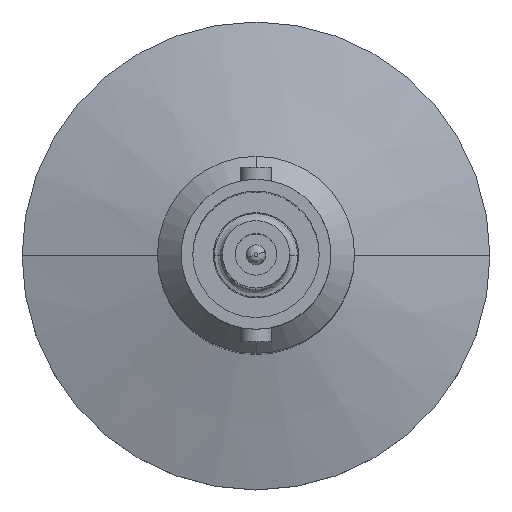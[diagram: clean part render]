
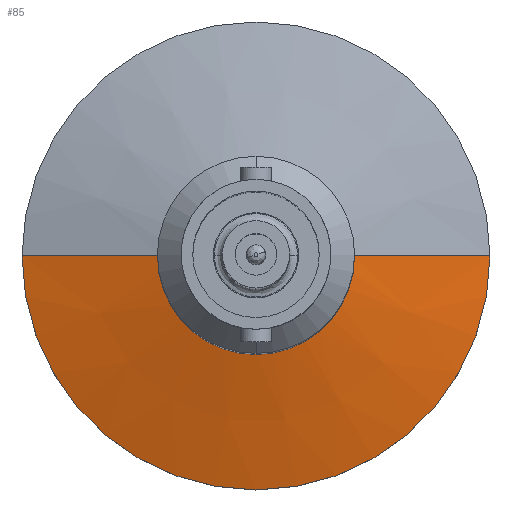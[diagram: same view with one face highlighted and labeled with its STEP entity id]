
A CAD part, top view. The second image highlights one B-rep face of the part: STEP entity #85.
In plain terms, the highlighted conical face has half-angle 75 degrees and reference radius 4.037 mm.
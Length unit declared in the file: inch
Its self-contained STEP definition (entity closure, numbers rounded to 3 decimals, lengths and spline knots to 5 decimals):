
#26 = VERTEX_POINT ( 'NONE', #663 ) ;
#27 = VERTEX_POINT ( 'NONE', #664 ) ;
#85 = ADVANCED_FACE ( 'NONE', ( #2849 ), #2859, .T. ) ;
#139 = LINE ( 'NONE', #1368, #141 ) ;
#141 = VECTOR ( 'NONE', #1369, 39.37008 ) ;
#142 = LINE ( 'NONE', #1375, #144 ) ;
#144 = VECTOR ( 'NONE', #1376, 39.37008 ) ;
#206 = EDGE_CURVE ( 'NONE', #2370, #2378, #1617, .T. ) ;
#211 = EDGE_CURVE ( 'NONE', #27, #2376, #1625, .T. ) ;
#397 = CIRCLE ( 'NONE', #1733, 0.2485 ) ;
#586 = ORIENTED_EDGE ( 'NONE', *, *, #2610, .F. ) ;
#587 = ORIENTED_EDGE ( 'NONE', *, *, #747, .T. ) ;
#588 = ORIENTED_EDGE ( 'NONE', *, *, #211, .T. ) ;
#589 = ORIENTED_EDGE ( 'NONE', *, *, #2612, .T. ) ;
#590 = ORIENTED_EDGE ( 'NONE', *, *, #206, .F. ) ;
#663 = CARTESIAN_POINT ( 'NONE',  ( 0.2485, 0., 0.1915 ) ) ;
#664 = CARTESIAN_POINT ( 'NONE',  ( 0., -0.2485, 0.1915 ) ) ;
#747 = EDGE_CURVE ( 'NONE', #26, #27, #397, .T. ) ;
#875 = CARTESIAN_POINT ( 'NONE',  ( 0., 0., 0.1915 ) ) ;
#876 = DIRECTION ( 'NONE',  ( 0., 0., -1. ) ) ;
#877 = DIRECTION ( 'NONE',  ( -1., 0., 0. ) ) ;
#1122 = EDGE_LOOP ( 'NONE', ( #586, #587, #588, #589, #590 ) ) ;
#1368 = CARTESIAN_POINT ( 'NONE',  ( 0.15895, 0., 0.2155 ) ) ;
#1369 = DIRECTION ( 'NONE',  ( 0.966, 0., -0.259 ) ) ;
#1375 = CARTESIAN_POINT ( 'NONE',  ( -0.15895, 0., 0.2155 ) ) ;
#1376 = DIRECTION ( 'NONE',  ( -0.966, 0., -0.259 ) ) ;
#1617 = CIRCLE ( 'NONE', #2472, 0.59 ) ;
#1625 = CIRCLE ( 'NONE', #2479, 0.2485 ) ;
#1680 = DIRECTION ( 'NONE',  ( 0., 0., -1. ) ) ;
#1681 = DIRECTION ( 'NONE',  ( -1., 0., 0. ) ) ;
#1695 = CARTESIAN_POINT ( 'NONE',  ( 0., 0., 0.1915 ) ) ;
#1696 = DIRECTION ( 'NONE',  ( 0., 0., -1. ) ) ;
#1697 = DIRECTION ( 'NONE',  ( -1., 0., 0. ) ) ;
#1733 = AXIS2_PLACEMENT_3D ( 'NONE', #875, #876, #877 ) ;
#1921 = CARTESIAN_POINT ( 'NONE',  ( 0., 0., 0.1 ) ) ;
#2370 = VERTEX_POINT ( 'NONE', #2645 ) ;
#2376 = VERTEX_POINT ( 'NONE', #2651 ) ;
#2378 = VERTEX_POINT ( 'NONE', #2653 ) ;
#2472 = AXIS2_PLACEMENT_3D ( 'NONE', #1921, #1680, #1681 ) ;
#2479 = AXIS2_PLACEMENT_3D ( 'NONE', #1695, #1696, #1697 ) ;
#2561 = AXIS2_PLACEMENT_3D ( 'NONE', #2989, #2987, #2985 ) ;
#2610 = EDGE_CURVE ( 'NONE', #26, #2370, #139, .T. ) ;
#2612 = EDGE_CURVE ( 'NONE', #2376, #2378, #142, .T. ) ;
#2645 = CARTESIAN_POINT ( 'NONE',  ( 0.59, 0., 0.1 ) ) ;
#2651 = CARTESIAN_POINT ( 'NONE',  ( -0.2485, 0., 0.1915 ) ) ;
#2653 = CARTESIAN_POINT ( 'NONE',  ( -0.59, 0., 0.1 ) ) ;
#2849 = FACE_OUTER_BOUND ( 'NONE', #1122, .T. ) ;
#2859 = CONICAL_SURFACE ( 'NONE', #2561, 0.15895, 1.309 ) ;
#2985 = DIRECTION ( 'NONE',  ( -1., 0., 0. ) ) ;
#2987 = DIRECTION ( 'NONE',  ( 0., 0., -1. ) ) ;
#2989 = CARTESIAN_POINT ( 'NONE',  ( 0., 0., 0.2155 ) ) ;
